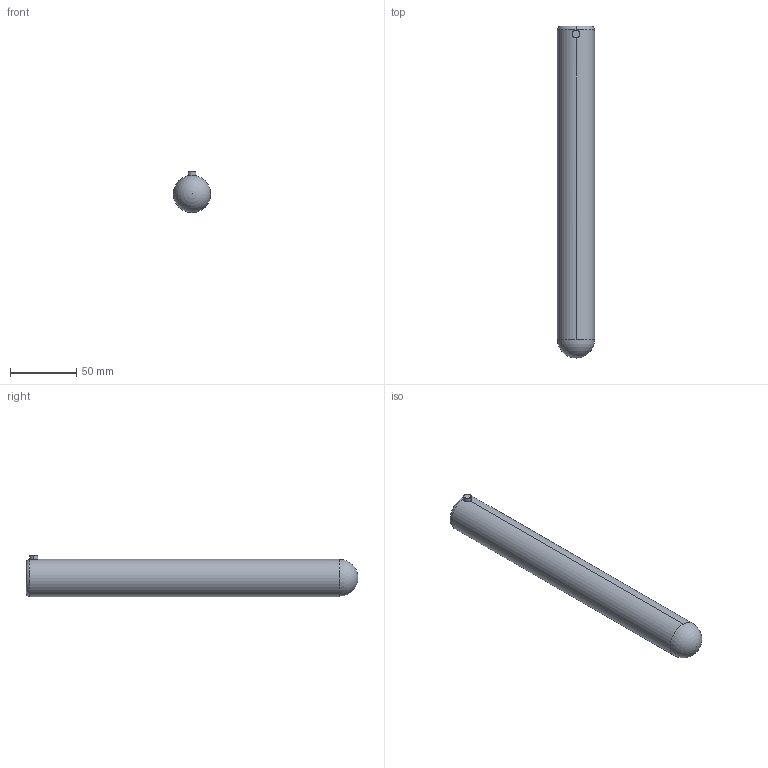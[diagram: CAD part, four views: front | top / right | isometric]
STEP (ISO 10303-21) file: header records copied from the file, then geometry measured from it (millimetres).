
FILE_DESCRIPTION (( 'STEP AP214' ), '1' );
FILE_NAME ('GI028250.STEP', '2013-06-14T08:46:30', ( '' ), ( '' ), 'SwSTEP 2.0', 'SolidWorks 2011', '' );
FILE_SCHEMA (( 'AUTOMOTIVE_DESIGN' ));
Length unit declared in the file: millimetre
Products named in the file (2): GI028250
Assembly tree (1 placements, depth 2):
  GI028250
    GI028250
Bounding box: 28 x 250 x 31 mm (x, y, z)
Volume: 150989.6 mm3; surface area: 22547 mm2
Topology: 1 solids, 1 shells, 11 faces, 25 edges, 15 vertices
Faces by surface type: torus 4, cylinder 4, plane 2, sphere 1
Entity records: 410 total; most frequent: CARTESIAN_POINT 112, DIRECTION 62, ORIENTED_EDGE 44, AXIS2_PLACEMENT_3D 29, EDGE_CURVE 22, CIRCLE 14, VERTEX_POINT 13, ADVANCED_FACE 11
